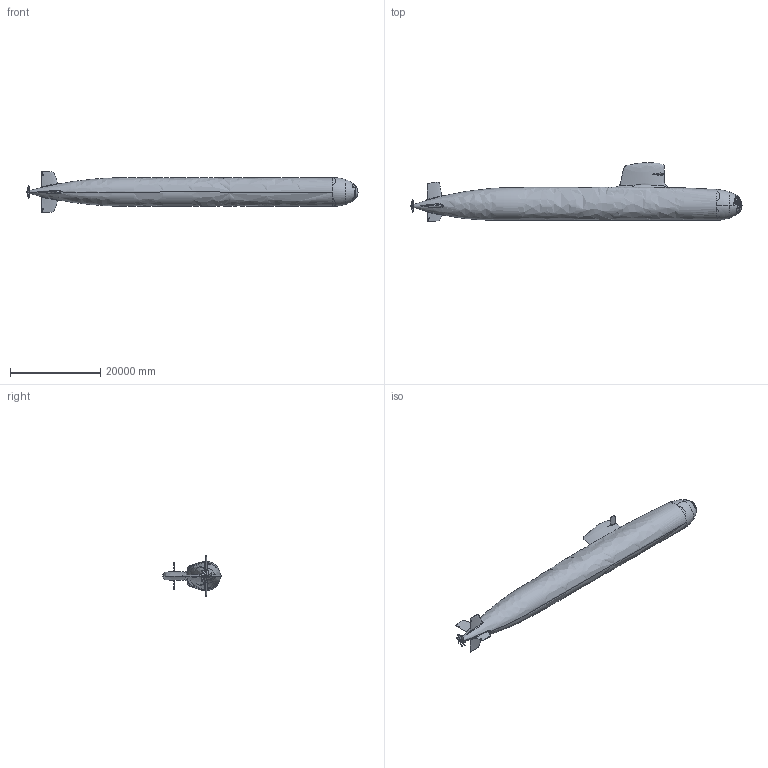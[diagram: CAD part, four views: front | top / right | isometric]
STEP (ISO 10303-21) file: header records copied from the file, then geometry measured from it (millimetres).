
FILE_DESCRIPTION(('FreeCAD Model'),'2;1');
FILE_NAME('Open CASCADE Shape Model','2025-05-05T06:00:04',('FreeCAD'),( 'FreeCAD'),'Open CASCADE STEP processor 7.6','FreeCAD','Unknown');
FILE_SCHEMA(('AUTOMOTIVE_DESIGN { 1 0 10303 214 1 1 1 1 }'));
Products named in the file (1): Open CASCADE STEP translator 7.6 1
Bounding box: 73423.58 x 12932.65 x 9134.97 mm (x, y, z)
Volume: 2332017294548.7 mm3; surface area: 1608178544.5 mm2
Topology: 2 solids, 2 shells, 175 faces, 931 edges, 790 vertices
Faces by surface type: bspline 175
Entity records: 643204 total; most frequent: CARTESIAN_POINT 638071, ORIENTED_EDGE 1780, EDGE_CURVE 890, B_SPLINE_CURVE_WITH_KNOTS 842, VERTEX_POINT 790, FACE_BOUND 246, EDGE_LOOP 246, ADVANCED_FACE 175
